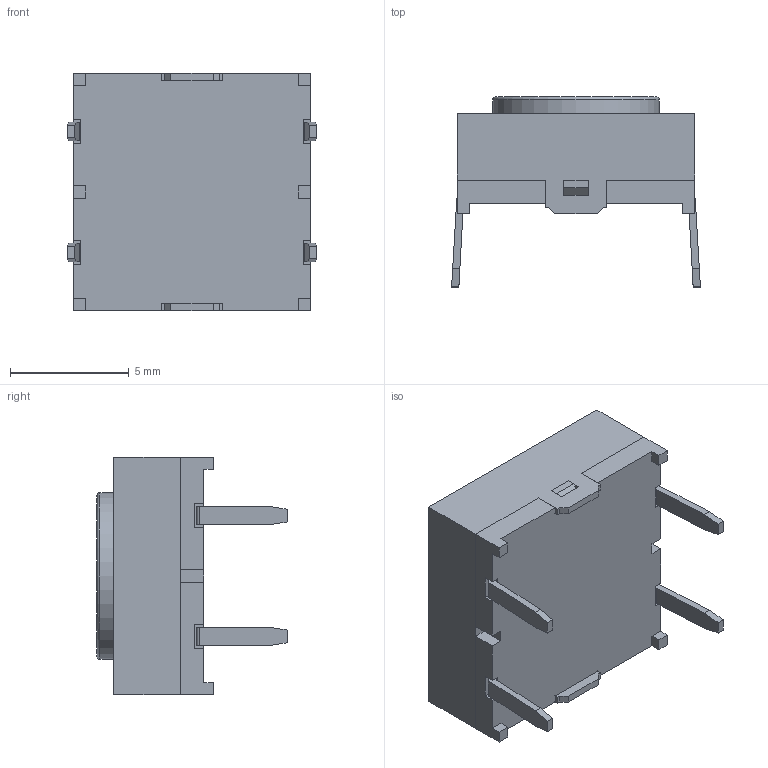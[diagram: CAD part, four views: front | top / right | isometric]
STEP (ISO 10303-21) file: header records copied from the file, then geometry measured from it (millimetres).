
FILE_DESCRIPTION(/* description */ ('STEP AP203'),/* implementation_level */ '2;1');
FILE_NAME(/* name */ 'JB15FP',/* time_stamp */ '2024-01-17T16:39:10+01:00',/* author */ ('License CC BY-ND 4.0'),/* organization */ ('CADENAS'),/* preprocessor_version */ 'ST-DEVELOPER v19.3',/* originating_system */ 'PARTsolutions',/* authorisation */ ' ');
FILE_SCHEMA (('CONFIG_CONTROL_DESIGN'));
Length unit declared in the file: inch
Products named in the file (5): JB15FP; JB15FPblue; JB15FPtrmn; JB15FPterm; JB15FPfs
Assembly tree (7 placements, depth 2):
  JB15FP
    JB15FPblue
    JB15FPtrmn  x4
    JB15FPterm
    JB15FPfs
Bounding box: 10.46 x 8 x 10.01 mm (x, y, z)
Volume: 409.7 mm3; surface area: 697.2 mm2
Topology: 7 solids, 7 shells, 134 faces, 365 edges, 243 vertices
Faces by surface type: plane 128, cylinder 5, torus 1
Full cylindrical faces by diameter (mm): 7.01 x1
Entity records: 3348 total; most frequent: CARTESIAN_POINT 580, ORIENTED_EDGE 564, DIRECTION 505, EDGE_CURVE 282, LINE 277, VECTOR 277, VERTEX_POINT 189, AXIS2_PLACEMENT_3D 114
